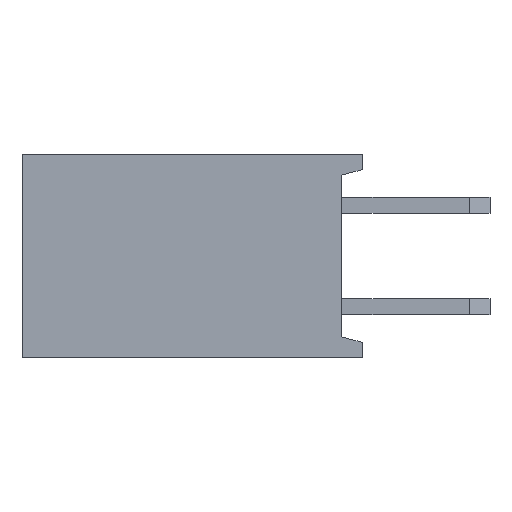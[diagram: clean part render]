
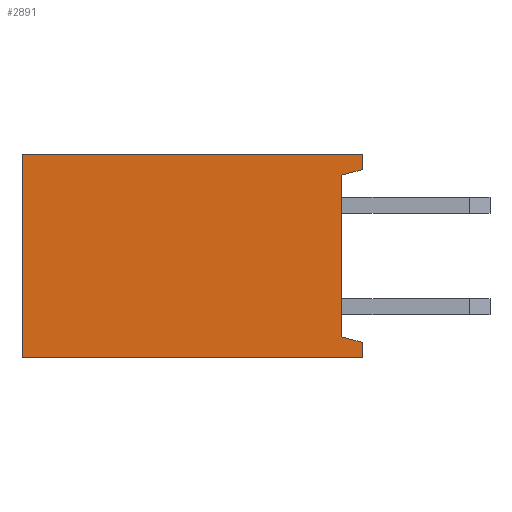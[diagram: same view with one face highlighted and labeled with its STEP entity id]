
A CAD part, left-side view. The second image highlights one B-rep face of the part: STEP entity #2891.
In plain terms, the highlighted planar face has unit normal (-1, 0, 0).
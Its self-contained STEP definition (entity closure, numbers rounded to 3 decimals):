
#73 = VERTEX_POINT ( 'NONE', #2940 ) ;
#228 = CARTESIAN_POINT ( 'NONE',  ( -5.334, 0., -2.159 ) ) ;
#433 = ORIENTED_EDGE ( 'NONE', *, *, #757, .T. ) ;
#461 = VECTOR ( 'NONE', #1179, 1000. ) ;
#590 = CARTESIAN_POINT ( 'NONE',  ( -5.334, 0.508, -2.023 ) ) ;
#602 = CARTESIAN_POINT ( 'NONE',  ( -5.334, 0.508, 2.023 ) ) ;
#677 = EDGE_CURVE ( 'NONE', #2187, #4223, #830, .T. ) ;
#757 = EDGE_CURVE ( 'NONE', #73, #2187, #4150, .T. ) ;
#830 = LINE ( 'NONE', #590, #461 ) ;
#940 = CARTESIAN_POINT ( 'NONE',  ( -5.334, 0.508, -2.023 ) ) ;
#945 = DIRECTION ( 'NONE',  ( 0., 0., 1. ) ) ;
#980 = DIRECTION ( 'NONE',  ( 0., -1., 0. ) ) ;
#1158 = CARTESIAN_POINT ( 'NONE',  ( -5.334, 0., 0. ) ) ;
#1179 = DIRECTION ( 'NONE',  ( 0., 0., 1. ) ) ;
#1219 = DIRECTION ( 'NONE',  ( 0., 0., -1. ) ) ;
#1268 = CARTESIAN_POINT ( 'NONE',  ( -5.334, 0., -2.54 ) ) ;
#1274 = CARTESIAN_POINT ( 'NONE',  ( -5.334, 0., 2.159 ) ) ;
#1333 = DIRECTION ( 'NONE',  ( 0., 0., 1. ) ) ;
#1347 = VECTOR ( 'NONE', #1333, 1000. ) ;
#1452 = VERTEX_POINT ( 'NONE', #1274 ) ;
#1483 = EDGE_CURVE ( 'NONE', #1548, #3053, #1948, .T. ) ;
#1500 = CARTESIAN_POINT ( 'NONE',  ( -5.334, 8.509, 2.54 ) ) ;
#1548 = VERTEX_POINT ( 'NONE', #3633 ) ;
#1576 = VECTOR ( 'NONE', #3598, 1000. ) ;
#1629 = LINE ( 'NONE', #3956, #1576 ) ;
#1725 = EDGE_CURVE ( 'NONE', #2565, #73, #2248, .T. ) ;
#1774 = EDGE_LOOP ( 'NONE', ( #3218, #2441, #3232, #2089, #433, #2360, #3412, #4146 ) ) ;
#1801 = AXIS2_PLACEMENT_3D ( 'NONE', #1158, #2184, #2244 ) ;
#1829 = VERTEX_POINT ( 'NONE', #3646 ) ;
#1948 = LINE ( 'NONE', #3247, #3779 ) ;
#2014 = LINE ( 'NONE', #3308, #1347 ) ;
#2089 = ORIENTED_EDGE ( 'NONE', *, *, #1725, .T. ) ;
#2159 = DIRECTION ( 'NONE',  ( 0., 0.966, 0.259 ) ) ;
#2184 = DIRECTION ( 'NONE',  ( -1., 0., 0. ) ) ;
#2187 = VERTEX_POINT ( 'NONE', #940 ) ;
#2220 = EDGE_CURVE ( 'NONE', #1829, #2565, #2667, .T. ) ;
#2244 = DIRECTION ( 'NONE',  ( 0., 0., 1. ) ) ;
#2248 = LINE ( 'NONE', #1268, #4010 ) ;
#2262 = EDGE_CURVE ( 'NONE', #4223, #1452, #1629, .T. ) ;
#2324 = CARTESIAN_POINT ( 'NONE',  ( -5.334, 8.509, -2.54 ) ) ;
#2360 = ORIENTED_EDGE ( 'NONE', *, *, #677, .T. ) ;
#2441 = ORIENTED_EDGE ( 'NONE', *, *, #2865, .T. ) ;
#2558 = PLANE ( 'NONE',  #1801 ) ;
#2565 = VERTEX_POINT ( 'NONE', #4167 ) ;
#2667 = LINE ( 'NONE', #2324, #3650 ) ;
#2802 = FACE_OUTER_BOUND ( 'NONE', #1774, .T. ) ;
#2865 = EDGE_CURVE ( 'NONE', #3053, #1829, #3519, .T. ) ;
#2891 = ADVANCED_FACE ( 'NONE', ( #2802 ), #2558, .T. ) ;
#2940 = CARTESIAN_POINT ( 'NONE',  ( -5.334, 0., -2.159 ) ) ;
#3006 = VECTOR ( 'NONE', #2159, 1000. ) ;
#3053 = VERTEX_POINT ( 'NONE', #3350 ) ;
#3218 = ORIENTED_EDGE ( 'NONE', *, *, #1483, .T. ) ;
#3232 = ORIENTED_EDGE ( 'NONE', *, *, #2220, .T. ) ;
#3247 = CARTESIAN_POINT ( 'NONE',  ( -5.334, 0., 2.54 ) ) ;
#3308 = CARTESIAN_POINT ( 'NONE',  ( -5.334, 0., 2.159 ) ) ;
#3350 = CARTESIAN_POINT ( 'NONE',  ( -5.334, 8.509, 2.54 ) ) ;
#3412 = ORIENTED_EDGE ( 'NONE', *, *, #2262, .T. ) ;
#3519 = LINE ( 'NONE', #1500, #4031 ) ;
#3598 = DIRECTION ( 'NONE',  ( 0., -0.966, 0.259 ) ) ;
#3633 = CARTESIAN_POINT ( 'NONE',  ( -5.334, 0., 2.54 ) ) ;
#3646 = CARTESIAN_POINT ( 'NONE',  ( -5.334, 8.509, -2.54 ) ) ;
#3650 = VECTOR ( 'NONE', #980, 1000. ) ;
#3779 = VECTOR ( 'NONE', #4227, 1000. ) ;
#3956 = CARTESIAN_POINT ( 'NONE',  ( -5.334, 0.508, 2.023 ) ) ;
#4010 = VECTOR ( 'NONE', #945, 1000. ) ;
#4031 = VECTOR ( 'NONE', #1219, 1000. ) ;
#4146 = ORIENTED_EDGE ( 'NONE', *, *, #4211, .T. ) ;
#4150 = LINE ( 'NONE', #228, #3006 ) ;
#4167 = CARTESIAN_POINT ( 'NONE',  ( -5.334, 0., -2.54 ) ) ;
#4211 = EDGE_CURVE ( 'NONE', #1452, #1548, #2014, .T. ) ;
#4223 = VERTEX_POINT ( 'NONE', #602 ) ;
#4227 = DIRECTION ( 'NONE',  ( 0., 1., 0. ) ) ;
